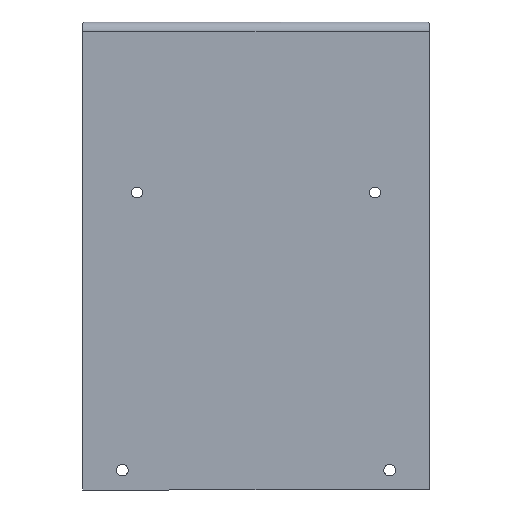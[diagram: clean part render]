
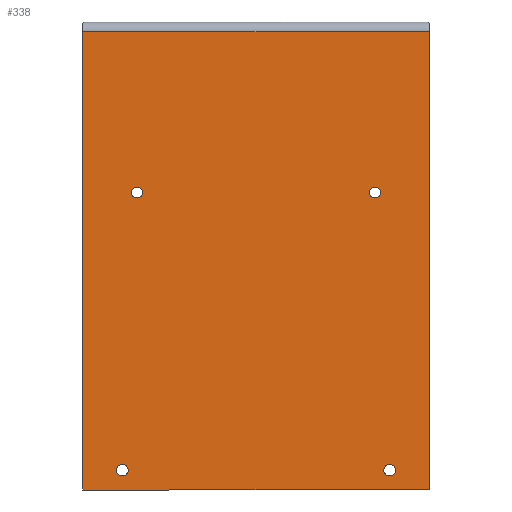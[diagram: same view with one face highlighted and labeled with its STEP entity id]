
A CAD part, front view. The second image highlights one B-rep face of the part: STEP entity #338.
In plain terms, the highlighted planar face has unit normal (0, -1, 0).
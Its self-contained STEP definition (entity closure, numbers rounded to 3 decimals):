
#188 = VERTEX_POINT('',#189);
#189 = CARTESIAN_POINT('',(0.,-2.,231.));
#196 = EDGE_CURVE('',#188,#197,#199,.T.);
#197 = VERTEX_POINT('',#198);
#198 = CARTESIAN_POINT('',(174.798,-2.,231.));
#199 = LINE('',#200,#201);
#200 = CARTESIAN_POINT('',(0.,-2.,231.));
#201 = VECTOR('',#202,1.);
#202 = DIRECTION('',(1.,0.,0.));
#338 = ADVANCED_FACE('',(#339,#364,#375,#386,#397),#408,.T.);
#339 = FACE_BOUND('',#340,.T.);
#340 = EDGE_LOOP('',(#341,#351,#357,#358));
#341 = ORIENTED_EDGE('',*,*,#342,.T.);
#342 = EDGE_CURVE('',#343,#345,#347,.T.);
#343 = VERTEX_POINT('',#344);
#344 = CARTESIAN_POINT('',(0.,-2.,0.));
#345 = VERTEX_POINT('',#346);
#346 = CARTESIAN_POINT('',(174.798,-2.,0.));
#347 = LINE('',#348,#349);
#348 = CARTESIAN_POINT('',(0.,-2.,0.));
#349 = VECTOR('',#350,1.);
#350 = DIRECTION('',(1.,0.,0.));
#351 = ORIENTED_EDGE('',*,*,#352,.T.);
#352 = EDGE_CURVE('',#345,#197,#353,.T.);
#353 = LINE('',#354,#355);
#354 = CARTESIAN_POINT('',(174.798,-2.,0.));
#355 = VECTOR('',#356,1.);
#356 = DIRECTION('',(0.,0.,1.));
#357 = ORIENTED_EDGE('',*,*,#196,.F.);
#358 = ORIENTED_EDGE('',*,*,#359,.F.);
#359 = EDGE_CURVE('',#343,#188,#360,.T.);
#360 = LINE('',#361,#362);
#361 = CARTESIAN_POINT('',(0.,-2.,0.));
#362 = VECTOR('',#363,1.);
#363 = DIRECTION('',(0.,0.,1.));
#364 = FACE_BOUND('',#365,.T.);
#365 = EDGE_LOOP('',(#366));
#366 = ORIENTED_EDGE('',*,*,#367,.F.);
#367 = EDGE_CURVE('',#368,#368,#370,.T.);
#368 = VERTEX_POINT('',#369);
#369 = CARTESIAN_POINT('',(157.698,-2.,10.));
#370 = CIRCLE('',#371,2.9);
#371 = AXIS2_PLACEMENT_3D('',#372,#373,#374);
#372 = CARTESIAN_POINT('',(154.798,-2.,10.));
#373 = DIRECTION('',(0.,-1.,0.));
#374 = DIRECTION('',(1.,0.,0.));
#375 = FACE_BOUND('',#376,.T.);
#376 = EDGE_LOOP('',(#377));
#377 = ORIENTED_EDGE('',*,*,#378,.F.);
#378 = EDGE_CURVE('',#379,#379,#381,.T.);
#379 = VERTEX_POINT('',#380);
#380 = CARTESIAN_POINT('',(144.649,-2.,150.));
#381 = CIRCLE('',#382,2.75);
#382 = AXIS2_PLACEMENT_3D('',#383,#384,#385);
#383 = CARTESIAN_POINT('',(147.399,-2.,150.));
#384 = DIRECTION('',(-0.,-1.,0.));
#385 = DIRECTION('',(-1.,0.,0.));
#386 = FACE_BOUND('',#387,.T.);
#387 = EDGE_LOOP('',(#388));
#388 = ORIENTED_EDGE('',*,*,#389,.F.);
#389 = EDGE_CURVE('',#390,#390,#392,.T.);
#390 = VERTEX_POINT('',#391);
#391 = CARTESIAN_POINT('',(22.9,-2.,10.));
#392 = CIRCLE('',#393,2.9);
#393 = AXIS2_PLACEMENT_3D('',#394,#395,#396);
#394 = CARTESIAN_POINT('',(20.,-2.,10.));
#395 = DIRECTION('',(0.,-1.,0.));
#396 = DIRECTION('',(1.,0.,0.));
#397 = FACE_BOUND('',#398,.T.);
#398 = EDGE_LOOP('',(#399));
#399 = ORIENTED_EDGE('',*,*,#400,.F.);
#400 = EDGE_CURVE('',#401,#401,#403,.T.);
#401 = VERTEX_POINT('',#402);
#402 = CARTESIAN_POINT('',(24.649,-2.,150.));
#403 = CIRCLE('',#404,2.75);
#404 = AXIS2_PLACEMENT_3D('',#405,#406,#407);
#405 = CARTESIAN_POINT('',(27.399,-2.,150.));
#406 = DIRECTION('',(-0.,-1.,0.));
#407 = DIRECTION('',(-1.,0.,0.));
#408 = PLANE('',#409);
#409 = AXIS2_PLACEMENT_3D('',#410,#411,#412);
#410 = CARTESIAN_POINT('',(0.,-2.,0.));
#411 = DIRECTION('',(0.,-1.,0.));
#412 = DIRECTION('',(0.,0.,1.));
